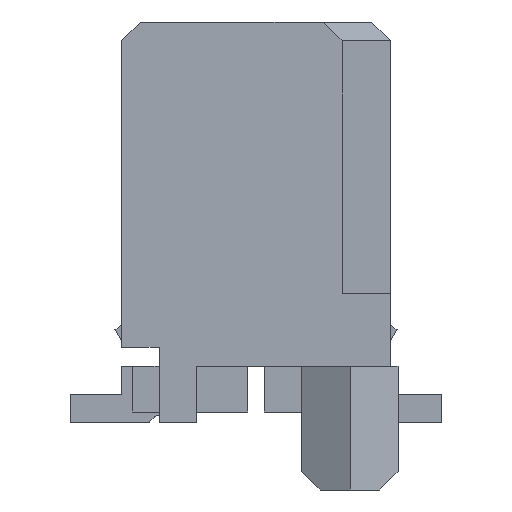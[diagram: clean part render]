
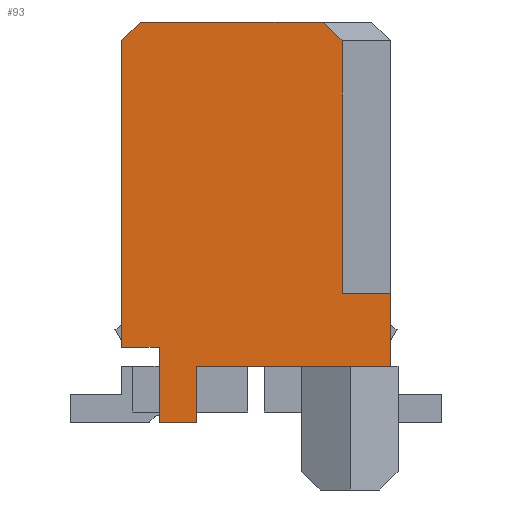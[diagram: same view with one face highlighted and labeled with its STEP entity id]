
A CAD part, left-side view. The second image highlights one B-rep face of the part: STEP entity #93.
In plain terms, the highlighted planar face has unit normal (-1, 0, 0).
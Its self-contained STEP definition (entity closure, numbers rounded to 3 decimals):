
#93=ADVANCED_FACE('',(#660),#758,.F.);
#660=FACE_OUTER_BOUND('',#661,.T.);
#661=EDGE_LOOP('',(#662,#663,#664,#665,#666,#667,#668,#669,#670,#671,
   #672,#673));
#662=ORIENTED_EDGE('',*,*,#674,.F.);
#663=ORIENTED_EDGE('',*,*,#683,.F.);
#664=ORIENTED_EDGE('',*,*,#690,.T.);
#665=ORIENTED_EDGE('',*,*,#697,.F.);
#666=ORIENTED_EDGE('',*,*,#704,.F.);
#667=ORIENTED_EDGE('',*,*,#711,.T.);
#668=ORIENTED_EDGE('',*,*,#718,.F.);
#669=ORIENTED_EDGE('',*,*,#725,.F.);
#670=ORIENTED_EDGE('',*,*,#732,.F.);
#671=ORIENTED_EDGE('',*,*,#739,.F.);
#672=ORIENTED_EDGE('',*,*,#746,.F.);
#673=ORIENTED_EDGE('',*,*,#753,.F.);
#674=EDGE_CURVE('',#679,#680,#675,.T.);
#675=LINE('',#676,#677);
#676=CARTESIAN_POINT('',(-10.78,-2.5,1.35));
#677=VECTOR('',#678,1.);
#678=DIRECTION('',(0.,0.,-1.));
#679=VERTEX_POINT('',#681);
#680=VERTEX_POINT('',#682);
#681=CARTESIAN_POINT('',(-10.78,-2.5,1.35));
#682=CARTESIAN_POINT('',(-10.78,-2.5,0.));
#683=EDGE_CURVE('',#688,#679,#684,.T.);
#684=LINE('',#685,#686);
#685=CARTESIAN_POINT('',(-10.78,-1.6,1.35));
#686=VECTOR('',#687,1.);
#687=DIRECTION('',(0.,-1.,0.));
#688=VERTEX_POINT('',#689);
#689=CARTESIAN_POINT('',(-10.78,-1.6,1.35));
#690=EDGE_CURVE('',#688,#695,#691,.T.);
#691=LINE('',#692,#693);
#692=CARTESIAN_POINT('',(-10.78,-1.6,1.35));
#693=VECTOR('',#694,1.);
#694=DIRECTION('',(0.,0.,1.));
#695=VERTEX_POINT('',#696);
#696=CARTESIAN_POINT('',(-10.78,-1.6,6.05));
#697=EDGE_CURVE('',#702,#695,#698,.T.);
#698=LINE('',#699,#700);
#699=CARTESIAN_POINT('',(-10.78,-1.25,6.4));
#700=VECTOR('',#701,1.);
#701=DIRECTION('',(0.,-0.707,
   -0.707));
#702=VERTEX_POINT('',#703);
#703=CARTESIAN_POINT('',(-10.78,-1.25,6.4));
#704=EDGE_CURVE('',#709,#702,#705,.T.);
#705=LINE('',#706,#707);
#706=CARTESIAN_POINT('',(-10.78,2.15,6.4));
#707=VECTOR('',#708,1.);
#708=DIRECTION('',(0.,-1.,0.));
#709=VERTEX_POINT('',#710);
#710=CARTESIAN_POINT('',(-10.78,2.15,6.4));
#711=EDGE_CURVE('',#709,#716,#712,.T.);
#712=LINE('',#713,#714);
#713=CARTESIAN_POINT('',(-10.78,2.15,6.4));
#714=VECTOR('',#715,1.);
#715=DIRECTION('',(0.,0.707,-0.707
   ));
#716=VERTEX_POINT('',#717);
#717=CARTESIAN_POINT('',(-10.78,2.5,6.05));
#718=EDGE_CURVE('',#723,#716,#719,.T.);
#719=LINE('',#720,#721);
#720=CARTESIAN_POINT('',(-10.78,2.5,0.35));
#721=VECTOR('',#722,1.);
#722=DIRECTION('',(0.,0.,1.));
#723=VERTEX_POINT('',#724);
#724=CARTESIAN_POINT('',(-10.78,2.5,0.35));
#725=EDGE_CURVE('',#730,#723,#726,.T.);
#726=LINE('',#727,#728);
#727=CARTESIAN_POINT('',(-10.78,1.8,0.35));
#728=VECTOR('',#729,1.);
#729=DIRECTION('',(0.,1.,0.));
#730=VERTEX_POINT('',#731);
#731=CARTESIAN_POINT('',(-10.78,1.8,0.35));
#732=EDGE_CURVE('',#737,#730,#733,.T.);
#733=LINE('',#734,#735);
#734=CARTESIAN_POINT('',(-10.78,1.8,-1.05));
#735=VECTOR('',#736,1.);
#736=DIRECTION('',(0.,0.,1.));
#737=VERTEX_POINT('',#738);
#738=CARTESIAN_POINT('',(-10.78,1.8,-1.05));
#739=EDGE_CURVE('',#744,#737,#740,.T.);
#740=LINE('',#741,#742);
#741=CARTESIAN_POINT('',(-10.78,1.1,-1.05));
#742=VECTOR('',#743,1.);
#743=DIRECTION('',(0.,1.,0.));
#744=VERTEX_POINT('',#745);
#745=CARTESIAN_POINT('',(-10.78,1.1,-1.05));
#746=EDGE_CURVE('',#751,#744,#747,.T.);
#747=LINE('',#748,#749);
#748=CARTESIAN_POINT('',(-10.78,1.1,0.));
#749=VECTOR('',#750,1.);
#750=DIRECTION('',(0.,0.,-1.));
#751=VERTEX_POINT('',#752);
#752=CARTESIAN_POINT('',(-10.78,1.1,0.));
#753=EDGE_CURVE('',#680,#751,#754,.T.);
#754=LINE('',#755,#756);
#755=CARTESIAN_POINT('',(-10.78,-2.5,0.));
#756=VECTOR('',#757,1.);
#757=DIRECTION('',(0.,1.,0.));
#758=PLANE('',#759);
#759=AXIS2_PLACEMENT_3D('',#760,#761,#762);
#760=CARTESIAN_POINT('',(-10.78,0.,0.));
#761=DIRECTION('',(1.,0.,0.));
#762=DIRECTION('',(0.,1.,0.));
